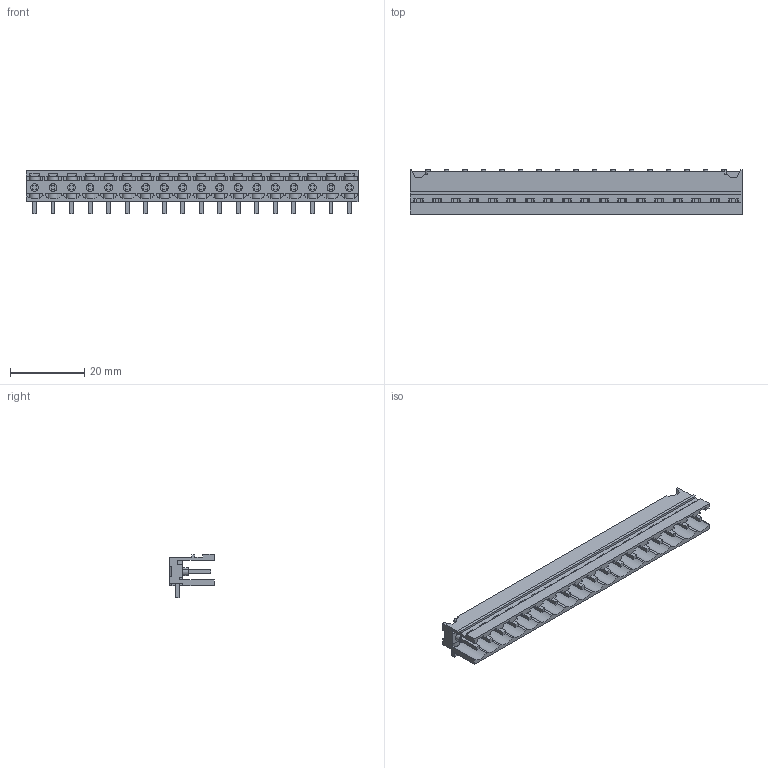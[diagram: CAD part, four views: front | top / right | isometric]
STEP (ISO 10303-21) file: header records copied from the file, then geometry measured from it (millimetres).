
FILE_DESCRIPTION(('CATIA V5 STEP Exchange','CAx-IF Rec.Pracs.--- Model Styling and Organization---1.2---2011-12-15'),'2;1');
FILE_NAME ('D1457092_0_1840050000_1840050000.stp','2018-03-08T08:05:03+00:00',('none'),('Weidmueller'),'CATIA Version 5-6 Release 2014','CATIA V5 STEP AP214','none');
FILE_SCHEMA(('AUTOMOTIVE_DESIGN { 1 0 10303 214 1 1 1 1 }'));
Length unit declared in the file: millimetre
Products named in the file (1): 1840050000
Bounding box: 89.6 x 12 x 11.63 mm (x, y, z)
Volume: 3150 mm3; surface area: 7871.5 mm2
Topology: 19 solids, 19 shells, 1165 faces, 3579 edges, 2416 vertices
Faces by surface type: plane 971, cylinder 194
Entity records: 36755 total; most frequent: CARTESIAN_POINT 7304, ORIENTED_EDGE 7158, DIRECTION 4531, EDGE_CURVE 3579, VECTOR 2991, LINE 2991, VERTEX_POINT 2416, EDGE_LOOP 1201
